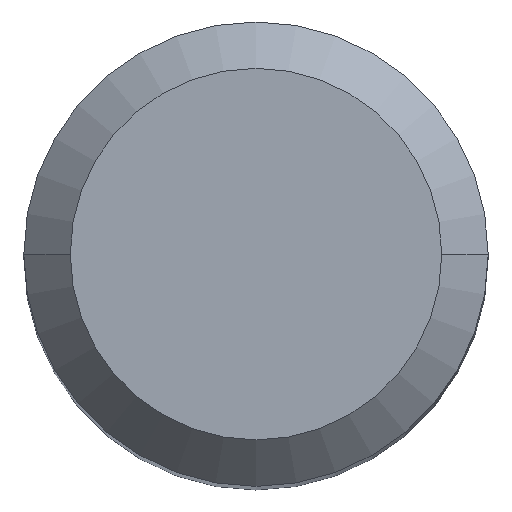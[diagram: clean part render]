
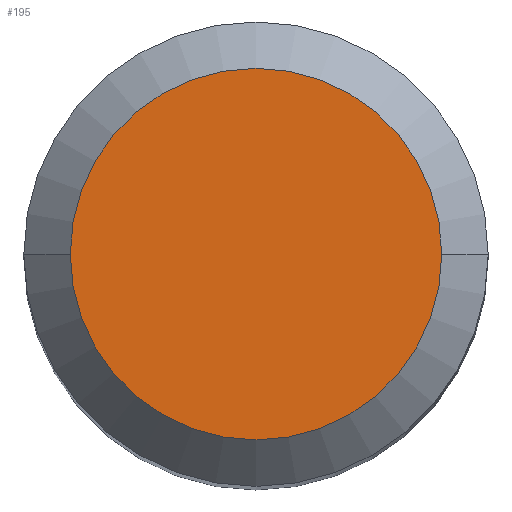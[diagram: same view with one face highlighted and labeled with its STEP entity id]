
A CAD part, top view. The second image highlights one B-rep face of the part: STEP entity #195.
In plain terms, the highlighted planar face has unit normal (0, 0, 1).
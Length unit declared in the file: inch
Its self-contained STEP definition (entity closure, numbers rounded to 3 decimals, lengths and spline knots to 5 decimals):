
#26 = DIRECTION ( 'NONE',  ( 0., 0., 1. ) ) ;
#30 = CARTESIAN_POINT ( 'NONE',  ( 0., 0., 0. ) ) ;
#57 = AXIS2_PLACEMENT_3D ( 'NONE', #30, #265, #378 ) ;
#80 = FACE_OUTER_BOUND ( 'NONE', #362, .T. ) ;
#118 = PLANE ( 'NONE',  #129 ) ;
#129 = AXIS2_PLACEMENT_3D ( 'NONE', #191, #196, #266 ) ;
#134 = VERTEX_POINT ( 'NONE', #157 ) ;
#145 = CARTESIAN_POINT ( 'NONE',  ( 0., 0., 0. ) ) ;
#157 = CARTESIAN_POINT ( 'NONE',  ( -0.126, 0., 0. ) ) ;
#191 = CARTESIAN_POINT ( 'NONE',  ( 0., 0., 0. ) ) ;
#195 = ADVANCED_FACE ( 'NONE', ( #80 ), #118, .F. ) ;
#196 = DIRECTION ( 'NONE',  ( 0., 0., -1. ) ) ;
#211 = CIRCLE ( 'NONE', #57, 0.126 ) ;
#247 = ORIENTED_EDGE ( 'NONE', *, *, #387, .T. ) ;
#265 = DIRECTION ( 'NONE',  ( 0., 0., 1. ) ) ;
#266 = DIRECTION ( 'NONE',  ( -1., 0., 0. ) ) ;
#269 = VERTEX_POINT ( 'NONE', #388 ) ;
#301 = ORIENTED_EDGE ( 'NONE', *, *, #354, .T. ) ;
#354 = EDGE_CURVE ( 'NONE', #269, #134, #211, .T. ) ;
#362 = EDGE_LOOP ( 'NONE', ( #247, #301 ) ) ;
#378 = DIRECTION ( 'NONE',  ( 1., 0., 0. ) ) ;
#387 = EDGE_CURVE ( 'NONE', #134, #269, #400, .T. ) ;
#388 = CARTESIAN_POINT ( 'NONE',  ( 0.126, 0., 0. ) ) ;
#400 = CIRCLE ( 'NONE', #410, 0.126 ) ;
#410 = AXIS2_PLACEMENT_3D ( 'NONE', #145, #26, #479 ) ;
#479 = DIRECTION ( 'NONE',  ( 1., 0., 0. ) ) ;
